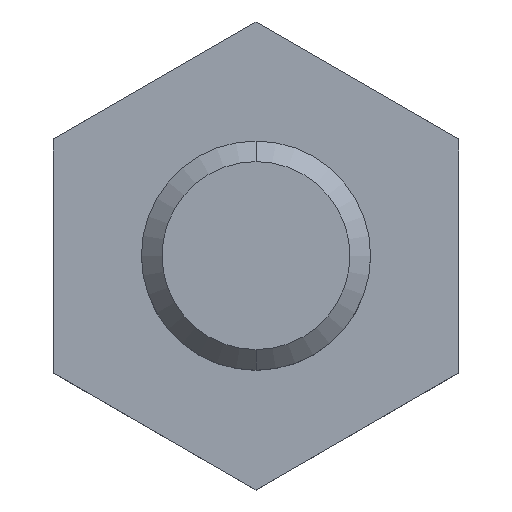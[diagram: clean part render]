
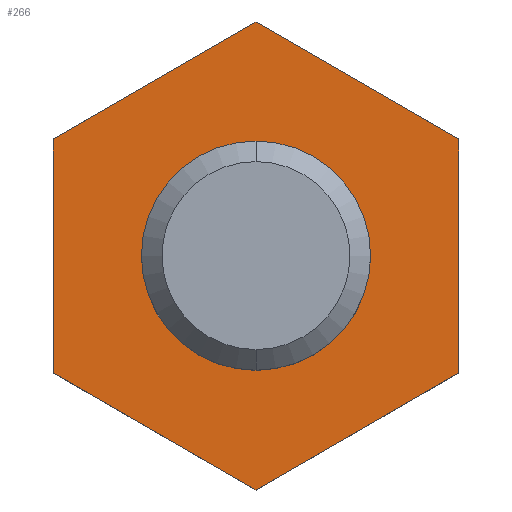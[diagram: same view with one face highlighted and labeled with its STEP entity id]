
A CAD part, top view. The second image highlights one B-rep face of the part: STEP entity #266.
In plain terms, the highlighted planar face has unit normal (0, 0, 1).
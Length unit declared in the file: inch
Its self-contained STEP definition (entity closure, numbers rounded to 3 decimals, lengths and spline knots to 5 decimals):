
#1=DIRECTION('',(0.866,0.5,0.));
#2=VECTOR('',#1,0.50518);
#3=CARTESIAN_POINT('',(-0.4375,0.25259,0.));
#4=LINE('',#3,#2);
#5=DIRECTION('',(0.866,-0.5,0.));
#6=VECTOR('',#5,0.50518);
#7=CARTESIAN_POINT('',(0.,0.50518,0.));
#8=LINE('',#7,#6);
#9=DIRECTION('',(0.,-1.,0.));
#10=VECTOR('',#9,0.50518);
#11=CARTESIAN_POINT('',(0.4375,0.25259,0.));
#12=LINE('',#11,#10);
#13=DIRECTION('',(-0.866,-0.5,0.));
#14=VECTOR('',#13,0.50518);
#15=CARTESIAN_POINT('',(0.4375,-0.25259,0.));
#16=LINE('',#15,#14);
#17=DIRECTION('',(-0.866,0.5,0.));
#18=VECTOR('',#17,0.50518);
#19=CARTESIAN_POINT('',(0.,-0.50518,0.));
#20=LINE('',#19,#18);
#21=DIRECTION('',(0.,1.,0.));
#22=VECTOR('',#21,0.50518);
#23=CARTESIAN_POINT('',(-0.4375,-0.25259,0.));
#24=LINE('',#23,#22);
#25=CARTESIAN_POINT('',(0.,0.,0.));
#26=DIRECTION('',(0.,0.,-1.));
#27=DIRECTION('',(0.,1.,0.));
#28=AXIS2_PLACEMENT_3D('',#25,#26,#27);
#30=CARTESIAN_POINT('',(0.,0.,0.));
#31=DIRECTION('',(0.,0.,-1.));
#32=DIRECTION('',(0.,-1.,0.));
#33=AXIS2_PLACEMENT_3D('',#30,#31,#32);
#191=CARTESIAN_POINT('',(-0.4375,0.25259,0.));
#192=CARTESIAN_POINT('',(0.,0.50518,0.));
#193=VERTEX_POINT('',#191);
#194=VERTEX_POINT('',#192);
#195=CARTESIAN_POINT('',(0.4375,0.25259,0.));
#196=VERTEX_POINT('',#195);
#197=CARTESIAN_POINT('',(0.4375,-0.25259,0.));
#198=VERTEX_POINT('',#197);
#199=CARTESIAN_POINT('',(0.,-0.50518,0.));
#200=VERTEX_POINT('',#199);
#201=CARTESIAN_POINT('',(-0.4375,-0.25259,0.));
#202=VERTEX_POINT('',#201);
#223=CARTESIAN_POINT('',(0.,0.218,0.));
#224=CARTESIAN_POINT('',(0.,-0.218,0.));
#225=VERTEX_POINT('',#223);
#226=VERTEX_POINT('',#224);
#241=CARTESIAN_POINT('',(0.,0.,0.));
#242=DIRECTION('',(0.,0.,-1.));
#243=DIRECTION('',(0.,-1.,0.));
#244=AXIS2_PLACEMENT_3D('',#241,#242,#243);
#245=PLANE('',#244);
#247=ORIENTED_EDGE('',*,*,#246,.T.);
#249=ORIENTED_EDGE('',*,*,#248,.T.);
#251=ORIENTED_EDGE('',*,*,#250,.T.);
#253=ORIENTED_EDGE('',*,*,#252,.T.);
#255=ORIENTED_EDGE('',*,*,#254,.T.);
#257=ORIENTED_EDGE('',*,*,#256,.T.);
#258=EDGE_LOOP('',(#247,#249,#251,#253,#255,#257));
#259=FACE_OUTER_BOUND('',#258,.F.);
#261=ORIENTED_EDGE('',*,*,#260,.F.);
#263=ORIENTED_EDGE('',*,*,#262,.F.);
#264=EDGE_LOOP('',(#261,#263));
#265=FACE_BOUND('',#264,.F.);
#266=ADVANCED_FACE('',(#259,#265),#245,.F.);
#29=CIRCLE('',#28,0.218);
#34=CIRCLE('',#33,0.218);
#246=EDGE_CURVE('',#193,#194,#4,.T.);
#248=EDGE_CURVE('',#194,#196,#8,.T.);
#250=EDGE_CURVE('',#196,#198,#12,.T.);
#252=EDGE_CURVE('',#198,#200,#16,.T.);
#254=EDGE_CURVE('',#200,#202,#20,.T.);
#256=EDGE_CURVE('',#202,#193,#24,.T.);
#260=EDGE_CURVE('',#225,#226,#29,.T.);
#262=EDGE_CURVE('',#226,#225,#34,.T.);
